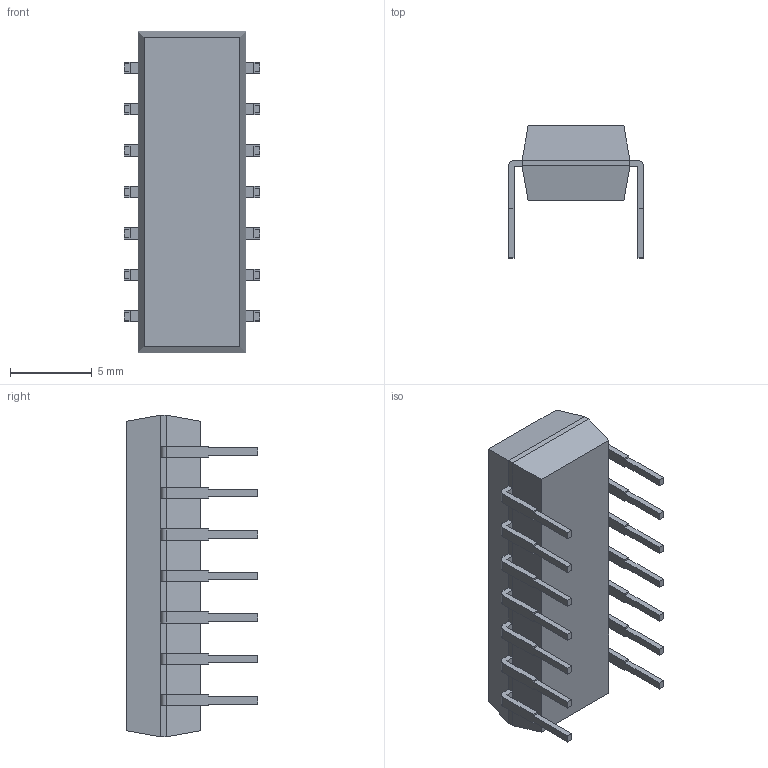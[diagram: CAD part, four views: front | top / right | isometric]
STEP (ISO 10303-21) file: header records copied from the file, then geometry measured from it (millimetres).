
FILE_DESCRIPTION(('FreeCAD Model'),'2;1');
FILE_NAME('Open CASCADE Shape Model','2025-09-19T04:53:19',(''),(''), 'Open CASCADE STEP processor 7.8','FreeCAD','Unknown');
FILE_SCHEMA(('AUTOMOTIVE_DESIGN { 1 0 10303 214 1 1 1 1 }'));
Length unit declared in the file: millimetre
Products named in the file (7): DIP_standard; Body; Body001; Body001 (Mirror #1); Array; Array001; Body002
Assembly tree (20 placements, depth 3):
  DIP_standard
    Body
    Body001
    Body001 (Mirror #1)
    Array
      Body001 (Mirror #1)  x7
    Array001
      Body001  x7
    Body002
Bounding box: 8.29 x 8.08 x 19.69 mm (x, y, z)
Volume: 574 mm3; surface area: 656.8 mm2
Topology: 18 solids, 18 shells, 227 faces, 562 edges, 372 vertices
Faces by surface type: plane 209, cylinder 18
Full cylindrical faces by diameter (mm): 0.55 x2
Entity records: 1486 total; most frequent: DIRECTION 240, CARTESIAN_POINT 230, ORIENTED_EDGE 200, EDGE_CURVE 100, LINE 92, VECTOR 92, AXIS2_PLACEMENT_3D 74, VERTEX_POINT 64
